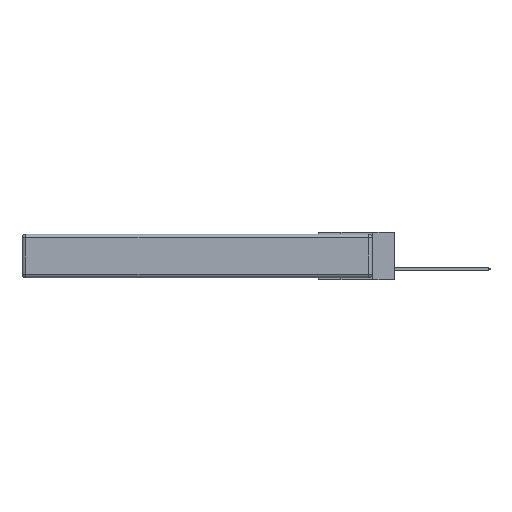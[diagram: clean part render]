
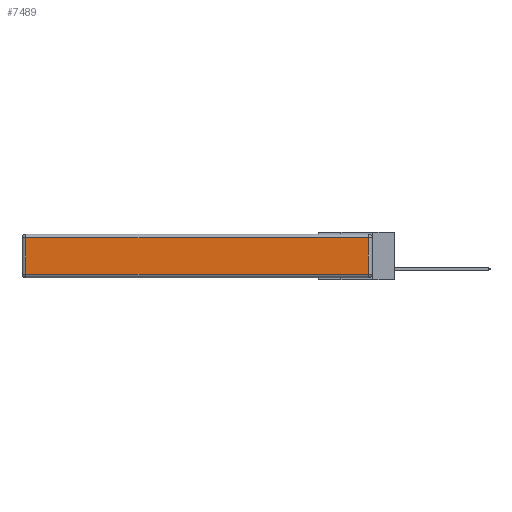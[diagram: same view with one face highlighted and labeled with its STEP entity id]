
A CAD part, left-side view. The second image highlights one B-rep face of the part: STEP entity #7489.
In plain terms, the highlighted planar face has unit normal (-1, 0, 0).
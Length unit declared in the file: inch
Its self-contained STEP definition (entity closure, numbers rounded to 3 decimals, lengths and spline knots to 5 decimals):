
#99 = LINE ( 'NONE', #9411, #6106 ) ;
#243 = CARTESIAN_POINT ( 'NONE',  ( 0., 2.72, -0.313 ) ) ;
#290 = VECTOR ( 'NONE', #9734, 39.37008 ) ;
#449 = CARTESIAN_POINT ( 'NONE',  ( 0., 2.75, -0.03 ) ) ;
#1597 = ORIENTED_EDGE ( 'NONE', *, *, #11296, .T. ) ;
#1984 = ORIENTED_EDGE ( 'NONE', *, *, #5633, .T. ) ;
#2208 = EDGE_CURVE ( 'NONE', #5719, #8240, #2654, .T. ) ;
#2654 = LINE ( 'NONE', #449, #7916 ) ;
#3039 = VERTEX_POINT ( 'NONE', #11211 ) ;
#3152 = CARTESIAN_POINT ( 'NONE',  ( 0., 0., -0.343 ) ) ;
#4098 = PLANE ( 'NONE',  #7011 ) ;
#4878 = DIRECTION ( 'NONE',  ( 0., 0., 1. ) ) ;
#4959 = LINE ( 'NONE', #8241, #7530 ) ;
#5280 = CARTESIAN_POINT ( 'NONE',  ( 0., 0.03, -0.03 ) ) ;
#5633 = EDGE_CURVE ( 'NONE', #6158, #3039, #9878, .T. ) ;
#5719 = VERTEX_POINT ( 'NONE', #5280 ) ;
#6106 = VECTOR ( 'NONE', #4878, 39.37008 ) ;
#6158 = VERTEX_POINT ( 'NONE', #243 ) ;
#6986 = DIRECTION ( 'NONE',  ( -1., 0., 0. ) ) ;
#7011 = AXIS2_PLACEMENT_3D ( 'NONE', #3152, #6986, #9663 ) ;
#7489 = ADVANCED_FACE ( 'NONE', ( #8824 ), #4098, .T. ) ;
#7530 = VECTOR ( 'NONE', #11257, 39.37008 ) ;
#7916 = VECTOR ( 'NONE', #11552, 39.37008 ) ;
#8240 = VERTEX_POINT ( 'NONE', #11773 ) ;
#8241 = CARTESIAN_POINT ( 'NONE',  ( 0., 2.72, -0.343 ) ) ;
#8663 = ORIENTED_EDGE ( 'NONE', *, *, #2208, .T. ) ;
#8815 = CARTESIAN_POINT ( 'NONE',  ( 0., 0., -0.313 ) ) ;
#8824 = FACE_OUTER_BOUND ( 'NONE', #10418, .T. ) ;
#9411 = CARTESIAN_POINT ( 'NONE',  ( 0., 0.03, -0.343 ) ) ;
#9663 = DIRECTION ( 'NONE',  ( 0., 0., 1. ) ) ;
#9734 = DIRECTION ( 'NONE',  ( 0., -1., 0. ) ) ;
#9878 = LINE ( 'NONE', #8815, #290 ) ;
#10327 = ORIENTED_EDGE ( 'NONE', *, *, #11438, .T. ) ;
#10418 = EDGE_LOOP ( 'NONE', ( #1984, #1597, #8663, #10327 ) ) ;
#11211 = CARTESIAN_POINT ( 'NONE',  ( 0., 0.03, -0.313 ) ) ;
#11257 = DIRECTION ( 'NONE',  ( 0., 0., -1. ) ) ;
#11296 = EDGE_CURVE ( 'NONE', #3039, #5719, #99, .T. ) ;
#11438 = EDGE_CURVE ( 'NONE', #8240, #6158, #4959, .T. ) ;
#11552 = DIRECTION ( 'NONE',  ( 0., 1., 0. ) ) ;
#11773 = CARTESIAN_POINT ( 'NONE',  ( 0., 2.72, -0.03 ) ) ;
